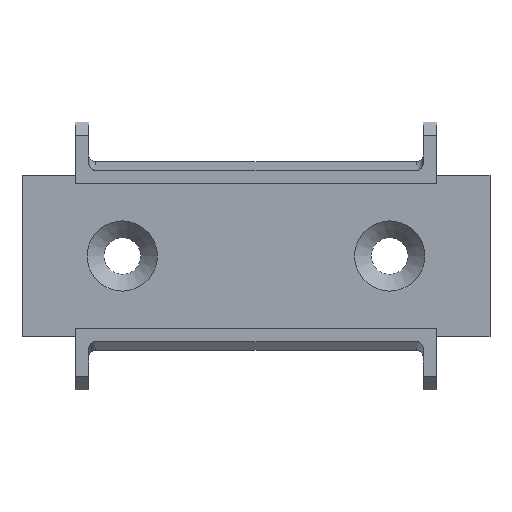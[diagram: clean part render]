
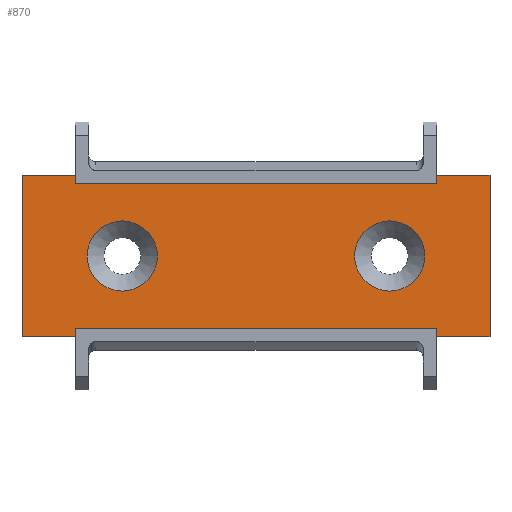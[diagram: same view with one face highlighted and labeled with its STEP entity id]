
A CAD part, top view. The second image highlights one B-rep face of the part: STEP entity #870.
In plain terms, the highlighted planar face has unit normal (0, 0, 1).
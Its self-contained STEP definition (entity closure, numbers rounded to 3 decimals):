
#43=FACE_BOUND('',#135,.T.);
#44=FACE_BOUND('',#136,.T.);
#59=CIRCLE('',#945,5.25);
#60=CIRCLE('',#946,5.25);
#82=FACE_OUTER_BOUND('',#134,.T.);
#134=EDGE_LOOP('',(#687,#688,#689,#690,#691,#692,#693,#694));
#135=EDGE_LOOP('',(#695));
#136=EDGE_LOOP('',(#696));
#188=LINE('',#1271,#288);
#225=LINE('',#1363,#325);
#233=LINE('',#1384,#333);
#236=LINE('',#1388,#336);
#237=LINE('',#1390,#337);
#238=LINE('',#1392,#338);
#239=LINE('',#1394,#339);
#240=LINE('',#1395,#340);
#288=VECTOR('',#1018,10.);
#325=VECTOR('',#1091,10.);
#333=VECTOR('',#1109,10.);
#336=VECTOR('',#1114,10.);
#337=VECTOR('',#1117,10.);
#338=VECTOR('',#1118,10.);
#339=VECTOR('',#1119,10.);
#340=VECTOR('',#1120,10.);
#373=VERTEX_POINT('',#1234);
#379=VERTEX_POINT('',#1247);
#387=VERTEX_POINT('',#1269);
#422=VERTEX_POINT('',#1350);
#431=VERTEX_POINT('',#1382);
#432=VERTEX_POINT('',#1383);
#433=VERTEX_POINT('',#1391);
#434=VERTEX_POINT('',#1393);
#435=VERTEX_POINT('',#1396);
#436=VERTEX_POINT('',#1398);
#470=EDGE_CURVE('',#379,#387,#188,.T.);
#517=EDGE_CURVE('',#373,#422,#225,.T.);
#527=EDGE_CURVE('',#431,#432,#233,.T.);
#530=EDGE_CURVE('',#387,#431,#236,.T.);
#531=EDGE_CURVE('',#422,#432,#237,.T.);
#532=EDGE_CURVE('',#433,#373,#238,.T.);
#533=EDGE_CURVE('',#433,#434,#239,.T.);
#534=EDGE_CURVE('',#434,#379,#240,.T.);
#535=EDGE_CURVE('',#435,#435,#59,.T.);
#536=EDGE_CURVE('',#436,#436,#60,.T.);
#687=ORIENTED_EDGE('',*,*,#527,.T.);
#688=ORIENTED_EDGE('',*,*,#531,.F.);
#689=ORIENTED_EDGE('',*,*,#517,.F.);
#690=ORIENTED_EDGE('',*,*,#532,.F.);
#691=ORIENTED_EDGE('',*,*,#533,.T.);
#692=ORIENTED_EDGE('',*,*,#534,.T.);
#693=ORIENTED_EDGE('',*,*,#470,.T.);
#694=ORIENTED_EDGE('',*,*,#530,.T.);
#695=ORIENTED_EDGE('',*,*,#535,.F.);
#696=ORIENTED_EDGE('',*,*,#536,.F.);
#838=PLANE('',#944);
#870=ADVANCED_FACE('',(#82,#43,#44),#838,.F.);
#944=AXIS2_PLACEMENT_3D('',#1389,#1115,#1116);
#945=AXIS2_PLACEMENT_3D('',#1397,#1121,#1122);
#946=AXIS2_PLACEMENT_3D('',#1399,#1123,#1124);
#1018=DIRECTION('',(-1.,0.,0.));
#1091=DIRECTION('',(-1.,0.,0.));
#1109=DIRECTION('',(0.,-1.,0.));
#1114=DIRECTION('',(-1.,0.,0.));
#1115=DIRECTION('center_axis',(0.,0.,-1.));
#1116=DIRECTION('ref_axis',(0.,-1.,0.));
#1117=DIRECTION('',(-1.,0.,0.));
#1118=DIRECTION('',(-1.,0.,0.));
#1119=DIRECTION('',(0.,1.,0.));
#1120=DIRECTION('',(-1.,0.,0.));
#1121=DIRECTION('center_axis',(0.,0.,1.));
#1122=DIRECTION('ref_axis',(1.,0.,0.));
#1123=DIRECTION('center_axis',(0.,0.,1.));
#1124=DIRECTION('ref_axis',(1.,0.,0.));
#1234=CARTESIAN_POINT('',(67.,2.91,2.5));
#1247=CARTESIAN_POINT('',(67.,27.09,2.5));
#1269=CARTESIAN_POINT('',(13.,27.09,2.5));
#1271=CARTESIAN_POINT('',(80.,27.09,2.5));
#1350=CARTESIAN_POINT('',(13.,2.91,2.5));
#1363=CARTESIAN_POINT('',(80.,2.91,2.5));
#1382=CARTESIAN_POINT('',(5.,27.09,2.5));
#1383=CARTESIAN_POINT('',(5.,2.91,2.5));
#1384=CARTESIAN_POINT('',(5.,21.045,2.5));
#1388=CARTESIAN_POINT('',(80.,27.09,2.5));
#1389=CARTESIAN_POINT('Origin',(80.,27.09,2.5));
#1390=CARTESIAN_POINT('',(80.,2.91,2.5));
#1391=CARTESIAN_POINT('',(75.,2.91,2.5));
#1392=CARTESIAN_POINT('',(80.,2.91,2.5));
#1393=CARTESIAN_POINT('',(75.,27.09,2.5));
#1394=CARTESIAN_POINT('',(75.,21.045,2.5));
#1395=CARTESIAN_POINT('',(80.,27.09,2.5));
#1396=CARTESIAN_POINT('',(54.75,15.,2.5));
#1397=CARTESIAN_POINT('Origin',(60.,15.,2.5));
#1398=CARTESIAN_POINT('',(14.75,15.,2.5));
#1399=CARTESIAN_POINT('Origin',(20.,15.,2.5));
